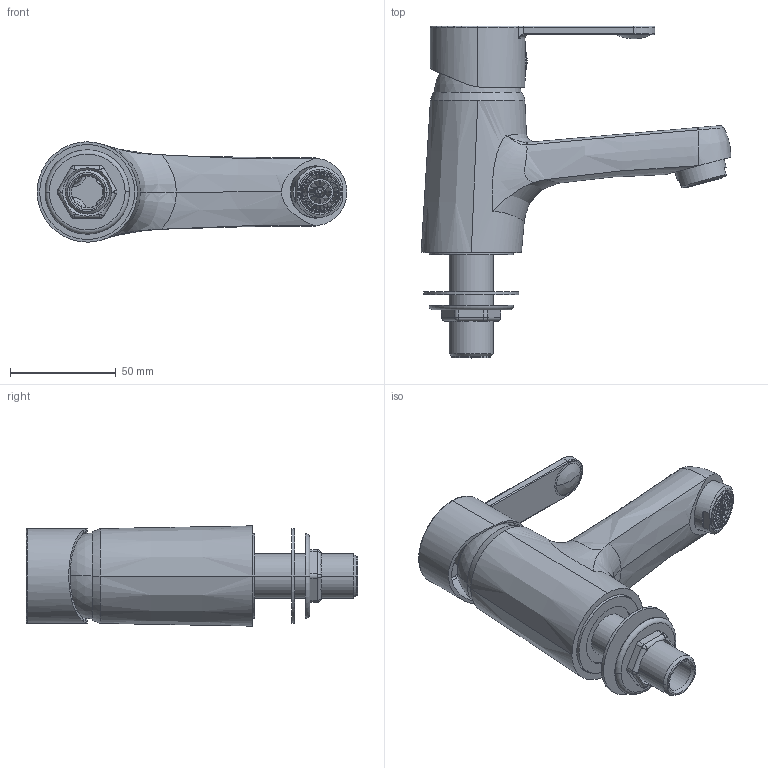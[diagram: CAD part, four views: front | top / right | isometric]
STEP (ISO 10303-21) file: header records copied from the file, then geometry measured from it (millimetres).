
FILE_DESCRIPTION((''),'2;1');
FILE_NAME('WF-6506_ASM','2018-08-17T',('10114256'),(''),'CREO PARAMETRIC BY PTC INC, 2014440','CREO PARAMETRIC BY PTC INC, 2014440','');
FILE_SCHEMA(('CONFIG_CONTROL_DESIGN'));
Products named in the file (20): 1580035750; 1581020150; 1585000399; 1581171499; 1585001899_ASM; 158B950189_BODY; 158B950189_PIVOT; 158B950189_O-RING; 158B950189_WASHER; 158B950189_ASM; 1580660099; 1580743950; 1581650350; 158A917376; 1580960444; HANDLE_ASSEM_ASM; 1580663699; 1581320299; 1581174899; WF-6506_ASM
Assembly tree (20 placements, depth 3):
  WF-6506_ASM
    1580035750
    1585001899_ASM
      1581020150
      1585000399
      1581171499
    158B950189_ASM
      158B950189_BODY
      158B950189_PIVOT
      158B950189_O-RING
      158B950189_WASHER  x2
    1580660099
    1580743950
    HANDLE_ASSEM_ASM
      1581650350
      158A917376
      1580960444
    1580663699
    1581320299
    1581174899
Bounding box: 146.76 x 157.3 x 47.51 mm (x, y, z)
Volume: 155598 mm3; surface area: 98222.2 mm2
Topology: 17 solids, 18 shells, 1452 faces, 3818 edges, 2425 vertices
Faces by surface type: plane 853, cylinder 289, bspline 141, cone 74, torus 72, sphere 23
Entity records: 56951 total; most frequent: CARTESIAN_POINT 21549, ORIENTED_EDGE 7544, DIRECTION 6956, EDGE_CURVE 3772, VECTOR 2456, LINE 2456, VERTEX_POINT 2409, AXIS2_PLACEMENT_3D 2250
